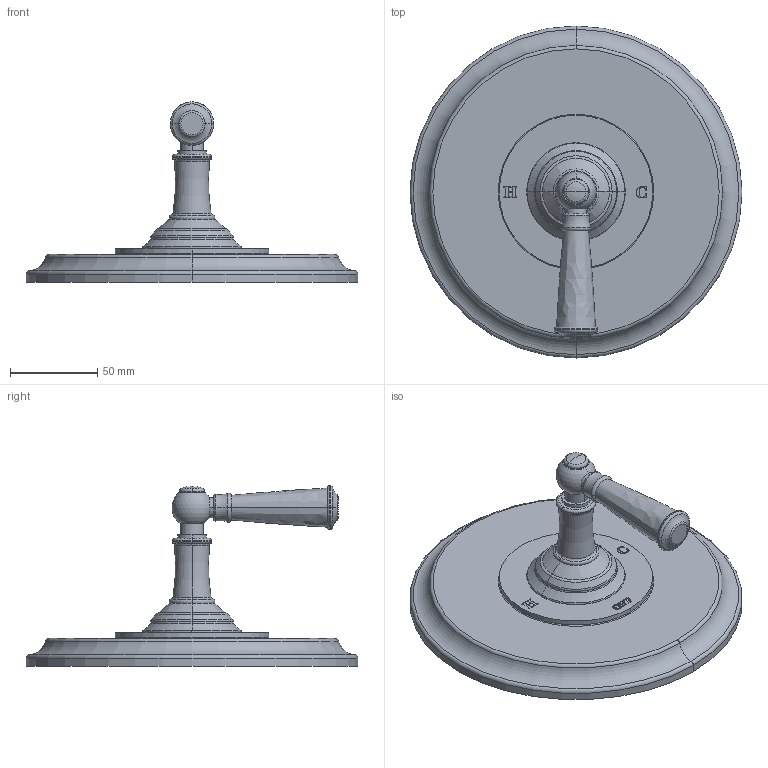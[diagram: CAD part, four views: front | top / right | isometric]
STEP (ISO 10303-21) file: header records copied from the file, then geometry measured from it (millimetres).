
FILE_DESCRIPTION((''),'2;1');
FILE_NAME('4-2414BP','2021-06-03T16:49:22',('jinson.thomas'),(''),'CREO PARAMETRIC BY PTC INC, 2018400','CREO PARAMETRIC BY PTC INC, 2018400','');
FILE_SCHEMA(('CONFIG_CONTROL_DESIGN'));
Length unit declared in the file: inch
Products named in the file (1): 4-2414BP
Bounding box: 190.5 x 190.5 x 103.43 mm (x, y, z)
Volume: 489065.6 mm3; surface area: 73793.7 mm2
Topology: 1 solids, 1 shells, 210 faces, 527 edges, 332 vertices
Faces by surface type: extrusion 95, torus 50, plane 39, cylinder 14, cone 4, bspline 4, sphere 4
Entity records: 7627 total; most frequent: CARTESIAN_POINT 2840, ORIENTED_EDGE 1050, DIRECTION 806, EDGE_CURVE 525, VERTEX_POINT 332, B_SPLINE_CURVE_WITH_KNOTS 286, VECTOR 274, AXIS2_PLACEMENT_3D 266
